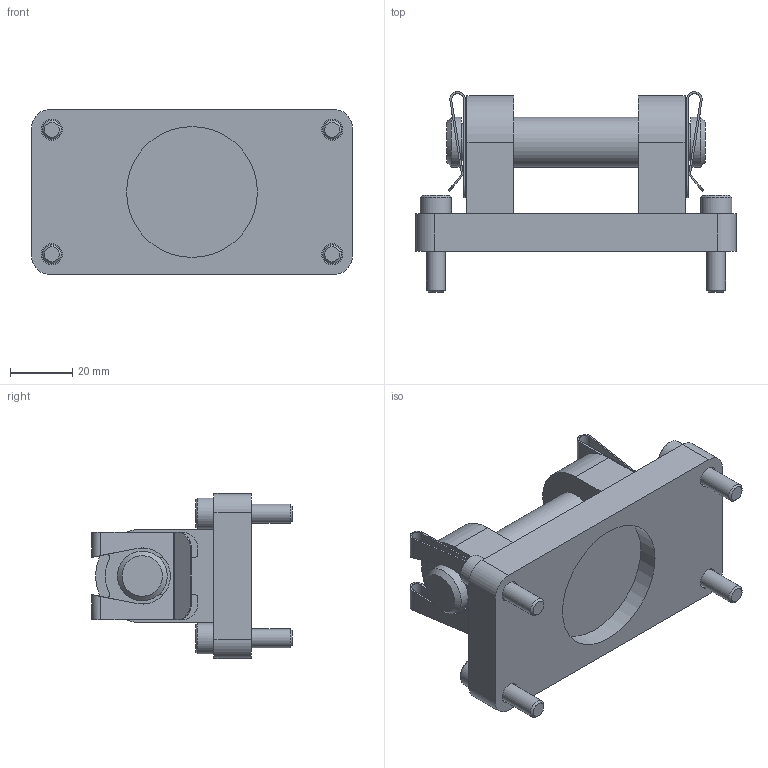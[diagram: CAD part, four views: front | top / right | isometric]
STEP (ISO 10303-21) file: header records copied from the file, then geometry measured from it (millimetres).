
FILE_DESCRIPTION(/* description */ ('STEP AP214'),/* implementation_level */ '2;1');
FILE_NAME(/* name */ '30630_SZB-63',/* time_stamp */ '2024-09-15T15:14:50+02:00',/* author */ ('License CC BY-ND 4.0'),/* organization */ ('CADENAS'),/* preprocessor_version */ 'ST-DEVELOPER v19.3',/* originating_system */ 'PARTsolutions',/* authorisation */ ' ');
FILE_SCHEMA (('AUTOMOTIVE_DESIGN {1 0 10303 214 3 1 1}'));
Length unit declared in the file: millimetre
Products named in the file (5): 30630 SZB-63; 30630 SZB-63---(F); 369044 BZ-16-071,0-AA (83); 209822 16 SXN 08 VERZINKT:SL; DIN-912 - M6x25(F)
Assembly tree (8 placements, depth 2):
  30630 SZB-63
    30630 SZB-63---(F)
    369044 BZ-16-071,0-AA (83)
    209822 16 SXN 08 VERZINKT:SL  x2
    DIN-912 - M6x25(F)  x4
Bounding box: 103 x 64.3 x 53 mm (x, y, z)
Volume: 101807.6 mm3; surface area: 36163.5 mm2
Topology: 8 solids, 8 shells, 217 faces, 496 edges, 302 vertices
Faces by surface type: plane 111, cylinder 60, cone 46
Full cylindrical faces by diameter (mm): 6 x4, 6.8 x4, 10 x4, 12 x2, 16 x5, 42 x1
Entity records: 2973 total; most frequent: DIRECTION 520, CARTESIAN_POINT 497, ORIENTED_EDGE 428, EDGE_CURVE 214, AXIS2_PLACEMENT_3D 202, VERTEX_POINT 149, FACE_BOUND 143, EDGE_LOOP 142
